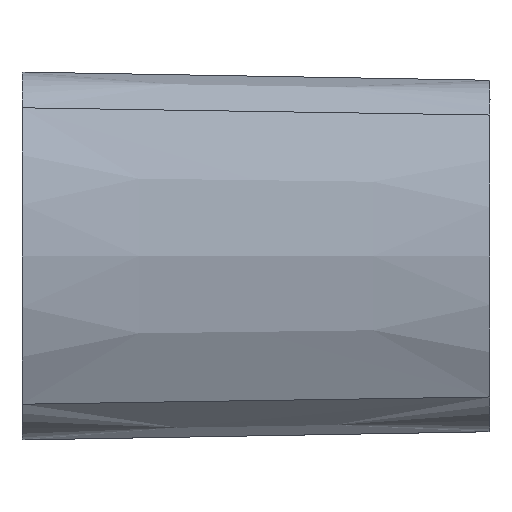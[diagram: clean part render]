
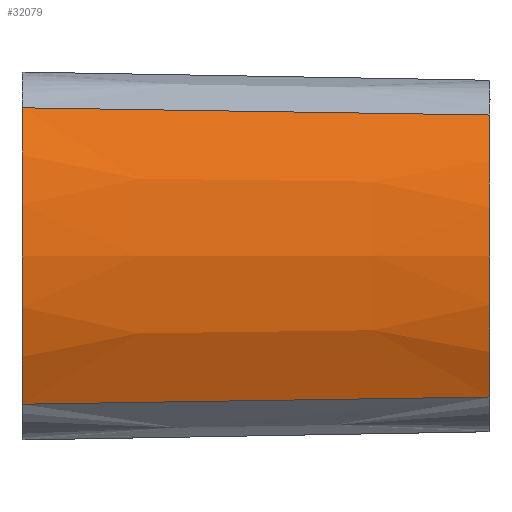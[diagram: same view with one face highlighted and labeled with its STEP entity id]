
A CAD part, left-side view. The second image highlights one B-rep face of the part: STEP entity #32079.
In plain terms, the highlighted conical face has half-angle 3 degrees and reference radius 190.357 mm.
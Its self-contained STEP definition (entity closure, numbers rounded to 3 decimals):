
#1924 = DIRECTION ( 'NONE',  ( 0., 0., 1. ) ) ;
#2726 = CARTESIAN_POINT ( 'NONE',  ( -198.345, -93.405, 87.17 ) ) ;
#5128 = CARTESIAN_POINT ( 'NONE',  ( -203.104, -0.107, 88.627 ) ) ;
#5633 = CARTESIAN_POINT ( 'NONE',  ( -193.57, -186.703, 85.731 ) ) ;
#6684 = CARTESIAN_POINT ( 'NONE',  ( -193.57, -186.703, -85.731 ) ) ;
#7511 = CARTESIAN_POINT ( 'NONE',  ( -203.104, -0.107, 88.626 ) ) ;
#7732 = CARTESIAN_POINT ( 'NONE',  ( -34.643, 0., 0. ) ) ;
#7800 = DIRECTION ( 'NONE',  ( 0., 0., 1. ) ) ;
#7821 = EDGE_CURVE ( 'NONE', #18889, #12933, #31040, .T. ) ;
#7854 = VERTEX_POINT ( 'NONE', #8711 ) ;
#8295 = ORIENTED_EDGE ( 'NONE', *, *, #22281, .T. ) ;
#8711 = CARTESIAN_POINT ( 'NONE',  ( -203.104, -0.107, -88.627 ) ) ;
#9922 = ORIENTED_EDGE ( 'NONE', *, *, #7821, .T. ) ;
#9936 = CARTESIAN_POINT ( 'NONE',  ( -203.104, -0.107, -88.627 ) ) ;
#10070 = CARTESIAN_POINT ( 'NONE',  ( -188.772, -280., -84.313 ) ) ;
#10452 = DIRECTION ( 'NONE',  ( 0., 1., 0. ) ) ;
#11918 = CARTESIAN_POINT ( 'NONE',  ( -34.643, -0.107, 0. ) ) ;
#12933 = VERTEX_POINT ( 'NONE', #31872 ) ;
#13581 = AXIS2_PLACEMENT_3D ( 'NONE', #11918, #14099, #17552 ) ;
#13622 = CARTESIAN_POINT ( 'NONE',  ( -203.104, -0.107, 88.627 ) ) ;
#13971 = ORIENTED_EDGE ( 'NONE', *, *, #32734, .T. ) ;
#14099 = DIRECTION ( 'NONE',  ( 0., -1., 0. ) ) ;
#14747 = CIRCLE ( 'NONE', #13581, 190.352 ) ;
#14974 = EDGE_LOOP ( 'NONE', ( #9922, #15626, #24906, #21721, #8295, #13971 ) ) ;
#15626 = ORIENTED_EDGE ( 'NONE', *, *, #16991, .T. ) ;
#15762 = EDGE_CURVE ( 'NONE', #19711, #16831, #14747, .T. ) ;
#15852 = CARTESIAN_POINT ( 'NONE',  ( -203.104, -0.107, 88.626 ) ) ;
#16029 = CARTESIAN_POINT ( 'NONE',  ( -203.104, -0.107, 88.626 ) ) ;
#16335 = CARTESIAN_POINT ( 'NONE',  ( -34.643, -280., 0. ) ) ;
#16831 = VERTEX_POINT ( 'NONE', #31477 ) ;
#16991 = EDGE_CURVE ( 'NONE', #12933, #19711, #31351, .T. ) ;
#17552 = DIRECTION ( 'NONE',  ( 0., 0., 1. ) ) ;
#17766 = CARTESIAN_POINT ( 'NONE',  ( -188.772, -280., -84.313 ) ) ;
#17948 = CARTESIAN_POINT ( 'NONE',  ( -203.104, -0.107, -88.627 ) ) ;
#18792 = AXIS2_PLACEMENT_3D ( 'NONE', #7732, #10452, #1924 ) ;
#18889 = VERTEX_POINT ( 'NONE', #23330 ) ;
#19711 = VERTEX_POINT ( 'NONE', #7511 ) ;
#20846 = CARTESIAN_POINT ( 'NONE',  ( -198.345, -93.405, -87.17 ) ) ;
#21016 = CARTESIAN_POINT ( 'NONE',  ( -203.104, -0.107, -88.627 ) ) ;
#21721 = ORIENTED_EDGE ( 'NONE', *, *, #33631, .T. ) ;
#21733 = CARTESIAN_POINT ( 'NONE',  ( -203.104, -0.107, -88.626 ) ) ;
#22281 = EDGE_CURVE ( 'NONE', #7854, #26376, #28265, .T. ) ;
#22334 = CARTESIAN_POINT ( 'NONE',  ( -188.772, -280., 84.313 ) ) ;
#23330 = CARTESIAN_POINT ( 'NONE',  ( -188.772, -280., 84.313 ) ) ;
#23441 = CIRCLE ( 'NONE', #29243, 175.683 ) ;
#24613 = FACE_OUTER_BOUND ( 'NONE', #14974, .T. ) ;
#24906 = ORIENTED_EDGE ( 'NONE', *, *, #15762, .T. ) ;
#25726 = CONICAL_SURFACE ( 'NONE', #18792, 190.357, 0.052 ) ;
#26376 = VERTEX_POINT ( 'NONE', #10070 ) ;
#27671 = B_SPLINE_CURVE_WITH_KNOTS ( 'NONE', 3,
 ( #35522, #21733, #9936, #21016 ),
 .UNSPECIFIED., .F., .F.,
 ( 4, 4 ),
 ( 0., 0. ),
 .UNSPECIFIED. ) ;
#28265 = B_SPLINE_CURVE_WITH_KNOTS ( 'NONE', 3,
 ( #17948, #20846, #6684, #17766 ),
 .UNSPECIFIED., .F., .F.,
 ( 4, 4 ),
 ( 0., 0.28 ),
 .UNSPECIFIED. ) ;
#29243 = AXIS2_PLACEMENT_3D ( 'NONE', #16335, #32669, #7800 ) ;
#31040 = B_SPLINE_CURVE_WITH_KNOTS ( 'NONE', 3,
 ( #22334, #5633, #2726, #13622 ),
 .UNSPECIFIED., .F., .F.,
 ( 4, 4 ),
 ( 0., 0.28 ),
 .UNSPECIFIED. ) ;
#31351 = B_SPLINE_CURVE_WITH_KNOTS ( 'NONE', 3,
 ( #5128, #35449, #16029, #15852 ),
 .UNSPECIFIED., .F., .F.,
 ( 4, 4 ),
 ( 0., 0. ),
 .UNSPECIFIED. ) ;
#31477 = CARTESIAN_POINT ( 'NONE',  ( -203.104, -0.107, -88.626 ) ) ;
#31872 = CARTESIAN_POINT ( 'NONE',  ( -203.104, -0.107, 88.627 ) ) ;
#32079 = ADVANCED_FACE ( 'NONE', ( #24613 ), #25726, .T. ) ;
#32669 = DIRECTION ( 'NONE',  ( 0., 1., 0. ) ) ;
#32734 = EDGE_CURVE ( 'NONE', #26376, #18889, #23441, .T. ) ;
#33631 = EDGE_CURVE ( 'NONE', #16831, #7854, #27671, .T. ) ;
#35449 = CARTESIAN_POINT ( 'NONE',  ( -203.104, -0.107, 88.627 ) ) ;
#35522 = CARTESIAN_POINT ( 'NONE',  ( -203.104, -0.107, -88.626 ) ) ;
